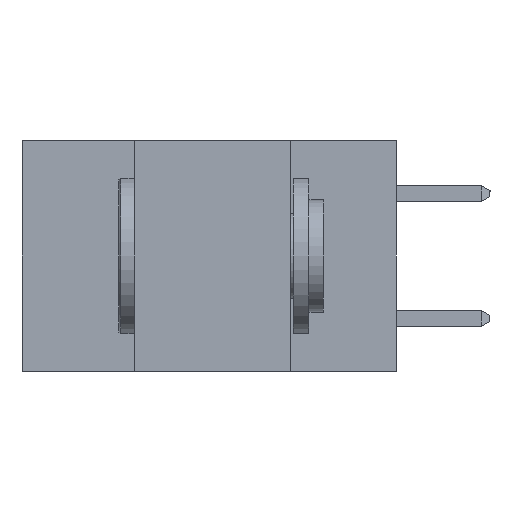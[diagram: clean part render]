
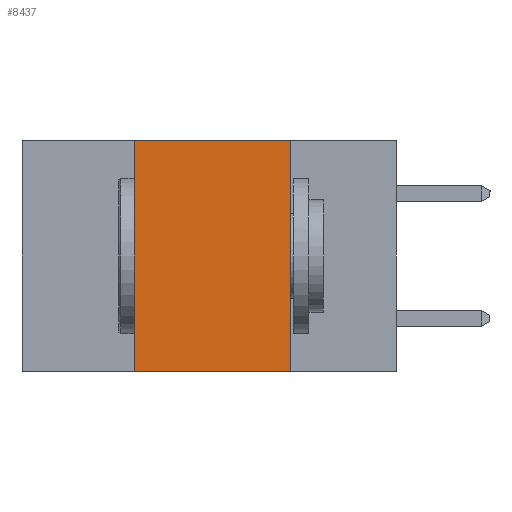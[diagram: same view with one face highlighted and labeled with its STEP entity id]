
A CAD part, left-side view. The second image highlights one B-rep face of the part: STEP entity #8437.
In plain terms, the highlighted planar face has unit normal (-1, 0, 0).
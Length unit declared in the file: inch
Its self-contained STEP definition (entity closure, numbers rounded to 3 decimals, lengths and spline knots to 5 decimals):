
#79 = CARTESIAN_POINT ( 'NONE',  ( 0., 0.17, -0.37 ) ) ;
#642 = VERTEX_POINT ( 'NONE', #5817 ) ;
#658 = VERTEX_POINT ( 'NONE', #10834 ) ;
#1111 = ORIENTED_EDGE ( 'NONE', *, *, #2859, .T. ) ;
#1602 = EDGE_CURVE ( 'NONE', #658, #642, #7764, .T. ) ;
#1632 = LINE ( 'NONE', #5813, #8671 ) ;
#1864 = CARTESIAN_POINT ( 'NONE',  ( 0., 0.6, -0.37 ) ) ;
#2375 = CARTESIAN_POINT ( 'NONE',  ( 0., 0.6, 0. ) ) ;
#2447 = EDGE_CURVE ( 'NONE', #642, #7675, #8357, .T. ) ;
#2545 = DIRECTION ( 'NONE',  ( 0., 0., -1. ) ) ;
#2859 = EDGE_CURVE ( 'NONE', #7725, #7675, #7823, .T. ) ;
#3261 = DIRECTION ( 'NONE',  ( 0., 0., -1. ) ) ;
#3493 = VECTOR ( 'NONE', #8634, 39.37008 ) ;
#3630 = ORIENTED_EDGE ( 'NONE', *, *, #1602, .F. ) ;
#3727 = CARTESIAN_POINT ( 'NONE',  ( 0., 0.6, 0. ) ) ;
#4172 = CARTESIAN_POINT ( 'NONE',  ( 0., 0.17, -0.37 ) ) ;
#5452 = ORIENTED_EDGE ( 'NONE', *, *, #7672, .F. ) ;
#5813 = CARTESIAN_POINT ( 'NONE',  ( 0., 0.42, -0.37 ) ) ;
#5817 = CARTESIAN_POINT ( 'NONE',  ( 0., 0.17, 0. ) ) ;
#6213 = DIRECTION ( 'NONE',  ( 0., -1., 0. ) ) ;
#6328 = EDGE_LOOP ( 'NONE', ( #8756, #3630, #5452, #1111 ) ) ;
#6634 = DIRECTION ( 'NONE',  ( 1., 0., 0. ) ) ;
#6925 = CARTESIAN_POINT ( 'NONE',  ( 0., 0.42, -0.37 ) ) ;
#7226 = VECTOR ( 'NONE', #2545, 39.37008 ) ;
#7672 = EDGE_CURVE ( 'NONE', #7725, #658, #1632, .T. ) ;
#7675 = VERTEX_POINT ( 'NONE', #4172 ) ;
#7725 = VERTEX_POINT ( 'NONE', #6925 ) ;
#7764 = LINE ( 'NONE', #3727, #3493 ) ;
#7823 = LINE ( 'NONE', #1864, #8459 ) ;
#8357 = LINE ( 'NONE', #79, #7226 ) ;
#8363 = DIRECTION ( 'NONE',  ( 0., 0., 1. ) ) ;
#8437 = ADVANCED_FACE ( 'NONE', ( #9049 ), #10862, .F. ) ;
#8459 = VECTOR ( 'NONE', #6213, 39.37008 ) ;
#8634 = DIRECTION ( 'NONE',  ( 0., -1., 0. ) ) ;
#8671 = VECTOR ( 'NONE', #8363, 39.37008 ) ;
#8756 = ORIENTED_EDGE ( 'NONE', *, *, #2447, .F. ) ;
#9049 = FACE_OUTER_BOUND ( 'NONE', #6328, .T. ) ;
#10806 = AXIS2_PLACEMENT_3D ( 'NONE', #2375, #6634, #3261 ) ;
#10834 = CARTESIAN_POINT ( 'NONE',  ( 0., 0.42, 0. ) ) ;
#10862 = PLANE ( 'NONE',  #10806 ) ;
